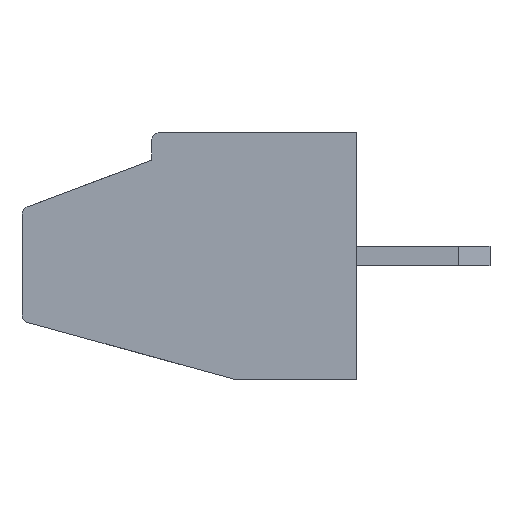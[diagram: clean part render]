
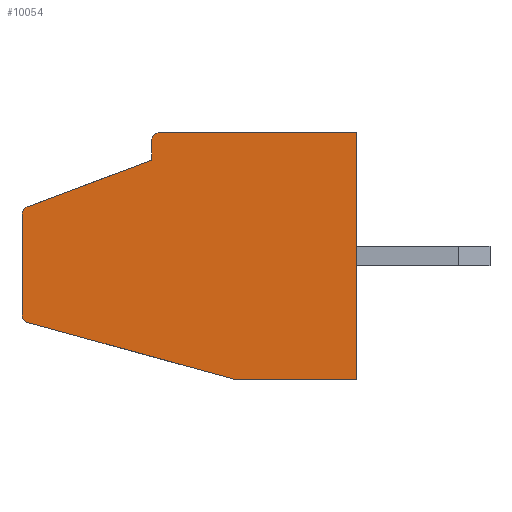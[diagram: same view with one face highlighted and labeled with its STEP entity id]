
A CAD part, left-side view. The second image highlights one B-rep face of the part: STEP entity #10054.
In plain terms, the highlighted planar face has unit normal (-1, 0, 0).
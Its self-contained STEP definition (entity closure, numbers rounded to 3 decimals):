
#282 = VERTEX_POINT ( 'NONE', #19285 ) ;
#1453 = EDGE_CURVE ( 'NONE', #8940, #25943, #17387, .T. ) ;
#1544 = AXIS2_PLACEMENT_3D ( 'NONE', #27712, #21458, #7902 ) ;
#1743 = CARTESIAN_POINT ( 'NONE',  ( -1.495, 8.3, -1.498 ) ) ;
#1787 = ORIENTED_EDGE ( 'NONE', *, *, #7590, .F. ) ;
#2881 = VECTOR ( 'NONE', #34130, 1000. ) ;
#3795 = DIRECTION ( 'NONE',  ( 0., 0.964, 0.265 ) ) ;
#4331 = CARTESIAN_POINT ( 'NONE',  ( -1.495, 8.5, -1.498 ) ) ;
#4615 = CARTESIAN_POINT ( 'NONE',  ( -1.495, 8.5, 1.2 ) ) ;
#4632 = LINE ( 'NONE', #29264, #34995 ) ;
#4715 = EDGE_CURVE ( 'NONE', #282, #18992, #18870, .T. ) ;
#5030 = ORIENTED_EDGE ( 'NONE', *, *, #23619, .T. ) ;
#5198 = VECTOR ( 'NONE', #3795, 1000. ) ;
#5262 = DIRECTION ( 'NONE',  ( 0., -1., 0. ) ) ;
#5643 = CARTESIAN_POINT ( 'NONE',  ( -1.495, 5.2, 2.935 ) ) ;
#6693 = CARTESIAN_POINT ( 'NONE',  ( -1.495, 5., 2.935 ) ) ;
#7590 = EDGE_CURVE ( 'NONE', #14955, #26031, #20719, .T. ) ;
#7902 = DIRECTION ( 'NONE',  ( 0., 0., -1. ) ) ;
#8429 = CIRCLE ( 'NONE', #28928, 0.2 ) ;
#8940 = VERTEX_POINT ( 'NONE', #33778 ) ;
#9105 = VERTEX_POINT ( 'NONE', #4331 ) ;
#9461 = AXIS2_PLACEMENT_3D ( 'NONE', #6693, #17870, #9657 ) ;
#9657 = DIRECTION ( 'NONE',  ( 0., 0., -1. ) ) ;
#9772 = CARTESIAN_POINT ( 'NONE',  ( -1.495, 3.1, -3.135 ) ) ;
#10029 = ORIENTED_EDGE ( 'NONE', *, *, #30196, .F. ) ;
#10054 = ADVANCED_FACE ( 'NONE', ( #17778 ), #15064, .F. ) ;
#10065 = DIRECTION ( 'NONE',  ( 0., 0., -1. ) ) ;
#11380 = ORIENTED_EDGE ( 'NONE', *, *, #18270, .F. ) ;
#11555 = CARTESIAN_POINT ( 'NONE',  ( -1.495, 0., 3.135 ) ) ;
#11738 = CARTESIAN_POINT ( 'NONE',  ( -1.495, 8.5, -1.65 ) ) ;
#11925 = ORIENTED_EDGE ( 'NONE', *, *, #20216, .T. ) ;
#12123 = CARTESIAN_POINT ( 'NONE',  ( -1.495, 8.5, 1.061 ) ) ;
#12310 = DIRECTION ( 'NONE',  ( 1., 0., 0. ) ) ;
#12484 = CARTESIAN_POINT ( 'NONE',  ( -1.495, 8.5, 3.135 ) ) ;
#13247 = ORIENTED_EDGE ( 'NONE', *, *, #15383, .T. ) ;
#14277 = VERTEX_POINT ( 'NONE', #23019 ) ;
#14955 = VERTEX_POINT ( 'NONE', #16994 ) ;
#15064 = PLANE ( 'NONE',  #30766 ) ;
#15383 = EDGE_CURVE ( 'NONE', #27134, #18992, #4632, .T. ) ;
#15422 = DIRECTION ( 'NONE',  ( 0., 0., 1. ) ) ;
#15645 = CARTESIAN_POINT ( 'NONE',  ( -1.495, 0., -3.135 ) ) ;
#15761 = VECTOR ( 'NONE', #15422, 1000. ) ;
#15845 = DIRECTION ( 'NONE',  ( 0., -0.937, 0.351 ) ) ;
#16199 = DIRECTION ( 'NONE',  ( 0., 0., 1. ) ) ;
#16994 = CARTESIAN_POINT ( 'NONE',  ( -1.495, 5.2, 2.435 ) ) ;
#17156 = ORIENTED_EDGE ( 'NONE', *, *, #29493, .F. ) ;
#17387 = CIRCLE ( 'NONE', #1544, 0.2 ) ;
#17778 = FACE_OUTER_BOUND ( 'NONE', #27258, .T. ) ;
#17870 = DIRECTION ( 'NONE',  ( -1., 0., 0. ) ) ;
#18270 = EDGE_CURVE ( 'NONE', #22509, #14277, #25703, .T. ) ;
#18283 = DIRECTION ( 'NONE',  ( -1., 0., 0. ) ) ;
#18598 = VECTOR ( 'NONE', #5262, 1000. ) ;
#18816 = EDGE_CURVE ( 'NONE', #22509, #27134, #23316, .T. ) ;
#18870 = LINE ( 'NONE', #30435, #18598 ) ;
#18992 = VERTEX_POINT ( 'NONE', #11555 ) ;
#19045 = VECTOR ( 'NONE', #15845, 1000. ) ;
#19285 = CARTESIAN_POINT ( 'NONE',  ( -1.495, 5., 3.135 ) ) ;
#19994 = ORIENTED_EDGE ( 'NONE', *, *, #4715, .F. ) ;
#20216 = EDGE_CURVE ( 'NONE', #282, #26031, #24693, .T. ) ;
#20719 = LINE ( 'NONE', #34641, #15761 ) ;
#21458 = DIRECTION ( 'NONE',  ( -1., 0., 0. ) ) ;
#22509 = VERTEX_POINT ( 'NONE', #9772 ) ;
#23019 = CARTESIAN_POINT ( 'NONE',  ( -1.495, 8.353, -1.69 ) ) ;
#23316 = LINE ( 'NONE', #31225, #2881 ) ;
#23340 = LINE ( 'NONE', #4615, #19045 ) ;
#23475 = DIRECTION ( 'NONE',  ( 0., 0., -1. ) ) ;
#23619 = EDGE_CURVE ( 'NONE', #9105, #14277, #8429, .T. ) ;
#24639 = CARTESIAN_POINT ( 'NONE',  ( -1.495, 8.5, 3.135 ) ) ;
#24693 = CIRCLE ( 'NONE', #9461, 0.2 ) ;
#25703 = LINE ( 'NONE', #11738, #5198 ) ;
#25943 = VERTEX_POINT ( 'NONE', #12123 ) ;
#26031 = VERTEX_POINT ( 'NONE', #5643 ) ;
#27134 = VERTEX_POINT ( 'NONE', #15645 ) ;
#27258 = EDGE_LOOP ( 'NONE', ( #19994, #11925, #1787, #17156, #29356, #10029, #5030, #11380, #29452, #13247 ) ) ;
#27712 = CARTESIAN_POINT ( 'NONE',  ( -1.495, 8.3, 1.061 ) ) ;
#28928 = AXIS2_PLACEMENT_3D ( 'NONE', #1743, #18283, #10065 ) ;
#29264 = CARTESIAN_POINT ( 'NONE',  ( -1.495, 0., 3.135 ) ) ;
#29356 = ORIENTED_EDGE ( 'NONE', *, *, #1453, .T. ) ;
#29452 = ORIENTED_EDGE ( 'NONE', *, *, #18816, .T. ) ;
#29493 = EDGE_CURVE ( 'NONE', #8940, #14955, #23340, .T. ) ;
#30196 = EDGE_CURVE ( 'NONE', #9105, #25943, #35404, .T. ) ;
#30435 = CARTESIAN_POINT ( 'NONE',  ( -1.495, 8.5, 3.135 ) ) ;
#30766 = AXIS2_PLACEMENT_3D ( 'NONE', #12484, #12310, #23475 ) ;
#31225 = CARTESIAN_POINT ( 'NONE',  ( -1.495, 8.5, -3.135 ) ) ;
#31792 = DIRECTION ( 'NONE',  ( 0., 0., 1. ) ) ;
#33169 = VECTOR ( 'NONE', #16199, 1000. ) ;
#33778 = CARTESIAN_POINT ( 'NONE',  ( -1.495, 8.37, 1.249 ) ) ;
#34130 = DIRECTION ( 'NONE',  ( 0., -1., 0. ) ) ;
#34641 = CARTESIAN_POINT ( 'NONE',  ( -1.495, 5.2, 2.435 ) ) ;
#34995 = VECTOR ( 'NONE', #31792, 1000. ) ;
#35404 = LINE ( 'NONE', #24639, #33169 ) ;
